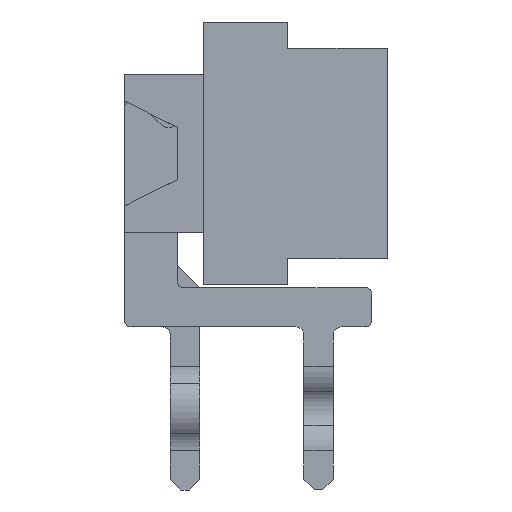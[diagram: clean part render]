
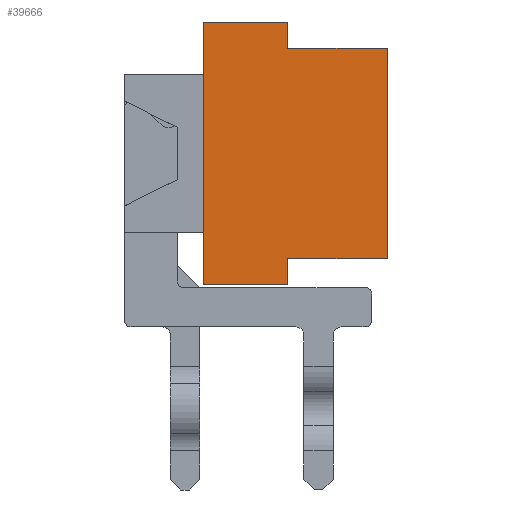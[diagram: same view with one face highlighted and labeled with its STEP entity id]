
A CAD part, front view. The second image highlights one B-rep face of the part: STEP entity #39666.
In plain terms, the highlighted face is planar.
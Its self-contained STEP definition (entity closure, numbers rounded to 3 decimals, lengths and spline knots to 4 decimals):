
#728=PLANE('',#43088);
#4038=LINE('',#62517,#8739);
#4039=LINE('',#62520,#8740);
#4040=LINE('',#62522,#8741);
#4041=LINE('',#62524,#8742);
#4042=LINE('',#62526,#8743);
#4043=LINE('',#62528,#8744);
#4044=LINE('',#62530,#8745);
#4045=LINE('',#62532,#8746);
#8739=VECTOR('',#51333,1000.);
#8740=VECTOR('',#51334,1000.);
#8741=VECTOR('',#51335,1000.);
#8742=VECTOR('',#51336,1000.);
#8743=VECTOR('',#51337,1000.);
#8744=VECTOR('',#51338,1000.);
#8745=VECTOR('',#51339,1000.);
#8746=VECTOR('',#51340,1000.);
#18335=ORIENTED_EDGE('',*,*,#26372,.T.);
#18336=ORIENTED_EDGE('',*,*,#26373,.F.);
#18337=ORIENTED_EDGE('',*,*,#26374,.F.);
#18338=ORIENTED_EDGE('',*,*,#26375,.F.);
#18339=ORIENTED_EDGE('',*,*,#26376,.F.);
#18340=ORIENTED_EDGE('',*,*,#26377,.T.);
#18341=ORIENTED_EDGE('',*,*,#26378,.F.);
#18342=ORIENTED_EDGE('',*,*,#26379,.T.);
#26372=EDGE_CURVE('',#31012,#31013,#4038,.T.);
#26373=EDGE_CURVE('',#31014,#31013,#4039,.T.);
#26374=EDGE_CURVE('',#31015,#31014,#4040,.T.);
#26375=EDGE_CURVE('',#31016,#31015,#4041,.T.);
#26376=EDGE_CURVE('',#31017,#31016,#4042,.T.);
#26377=EDGE_CURVE('',#31017,#31018,#4043,.T.);
#26378=EDGE_CURVE('',#31019,#31018,#4044,.T.);
#26379=EDGE_CURVE('',#31019,#31012,#4045,.T.);
#31012=VERTEX_POINT('',#62518);
#31013=VERTEX_POINT('',#62519);
#31014=VERTEX_POINT('',#62521);
#31015=VERTEX_POINT('',#62523);
#31016=VERTEX_POINT('',#62525);
#31017=VERTEX_POINT('',#62527);
#31018=VERTEX_POINT('',#62529);
#31019=VERTEX_POINT('',#62531);
#34857=EDGE_LOOP('',(#18335,#18336,#18337,#18338,#18339,#18340,#18341,#18342));
#36966=FACE_BOUND('',#34857,.T.);
#39666=ADVANCED_FACE('',(#36966),#728,.F.);
#43088=AXIS2_PLACEMENT_3D('',#62516,#51331,#51332);
#51331=DIRECTION('',(-1.,0.,0.));
#51332=DIRECTION('',(0.,0.,1.));
#51333=DIRECTION('',(0.,1.,0.));
#51334=DIRECTION('',(0.,0.,-1.));
#51335=DIRECTION('',(0.,1.,0.));
#51336=DIRECTION('',(0.,0.,-1.));
#51337=DIRECTION('',(0.,1.,0.));
#51338=DIRECTION('',(0.,0.,-1.));
#51339=DIRECTION('',(0.,1.,0.));
#51340=DIRECTION('',(0.,0.,-1.));
#62516=CARTESIAN_POINT('',(16.27,-2.5,1.6));
#62517=CARTESIAN_POINT('',(16.27,-2.5,0.));
#62518=CARTESIAN_POINT('',(16.27,-2.5,0.));
#62519=CARTESIAN_POINT('',(16.27,2.5,0.));
#62520=CARTESIAN_POINT('',(16.27,2.5,1.6));
#62521=CARTESIAN_POINT('',(16.27,2.5,1.6));
#62522=CARTESIAN_POINT('',(16.27,-2.5,1.6));
#62523=CARTESIAN_POINT('',(16.27,2.,1.6));
#62524=CARTESIAN_POINT('',(16.27,2.,3.5));
#62525=CARTESIAN_POINT('',(16.27,2.,3.5));
#62526=CARTESIAN_POINT('',(16.27,-2.,3.5));
#62527=CARTESIAN_POINT('',(16.27,-2.,3.5));
#62528=CARTESIAN_POINT('',(16.27,-2.,3.5));
#62529=CARTESIAN_POINT('',(16.27,-2.,1.6));
#62530=CARTESIAN_POINT('',(16.27,-2.5,1.6));
#62531=CARTESIAN_POINT('',(16.27,-2.5,1.6));
#62532=CARTESIAN_POINT('',(16.27,-2.5,1.6));
